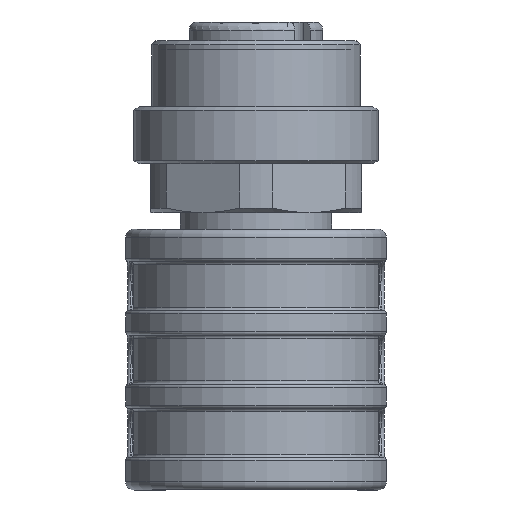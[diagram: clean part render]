
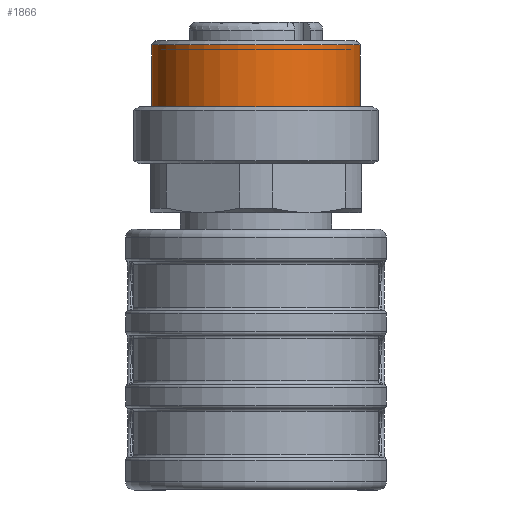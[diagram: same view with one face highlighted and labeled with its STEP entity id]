
A CAD part, left-side view. The second image highlights one B-rep face of the part: STEP entity #1866.
In plain terms, the highlighted cylindrical face has radius 6.4 mm (diameter 12.8 mm), a full revolution.
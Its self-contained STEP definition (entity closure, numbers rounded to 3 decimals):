
#415=FACE_BOUND('',#3677,.T.);
#416=FACE_BOUND('',#3678,.T.);
#1866=ADVANCED_FACE('',(#415,#416),#2647,.T.);
#2647=CYLINDRICAL_SURFACE('',#15097,6.4);
#3677=EDGE_LOOP('',(#5657));
#3678=EDGE_LOOP('',(#5658));
#4708=CIRCLE('',#15094,6.4);
#4709=CIRCLE('',#15096,6.4);
#5657=ORIENTED_EDGE('',*,*,#10792,.T.);
#5658=ORIENTED_EDGE('',*,*,#10793,.T.);
#9321=VERTEX_POINT('',#20132);
#9322=VERTEX_POINT('',#20135);
#10792=EDGE_CURVE('',#9321,#9321,#4708,.T.);
#10793=EDGE_CURVE('',#9322,#9322,#4709,.T.);
#15094=AXIS2_PLACEMENT_3D('',#20131,#16648,#16649);
#15096=AXIS2_PLACEMENT_3D('',#20134,#16652,#16653);
#15097=AXIS2_PLACEMENT_3D('',#20136,#16654,#16655);
#16648=DIRECTION('',(0.,0.,-1.));
#16649=DIRECTION('',(1.,0.,0.));
#16652=DIRECTION('',(0.,0.,1.));
#16653=DIRECTION('',(0.,-1.,0.));
#16654=DIRECTION('',(0.,0.,1.));
#16655=DIRECTION('',(0.,-1.,0.));
#20131=CARTESIAN_POINT('',(60.,60.,9.));
#20132=CARTESIAN_POINT('',(66.4,60.,9.));
#20134=CARTESIAN_POINT('',(60.,60.,5.2));
#20135=CARTESIAN_POINT('',(60.,53.6,5.2));
#20136=CARTESIAN_POINT('',(60.,60.,9.2));
